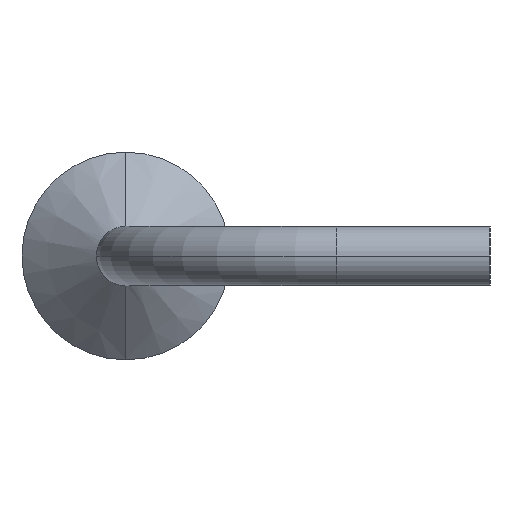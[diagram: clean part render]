
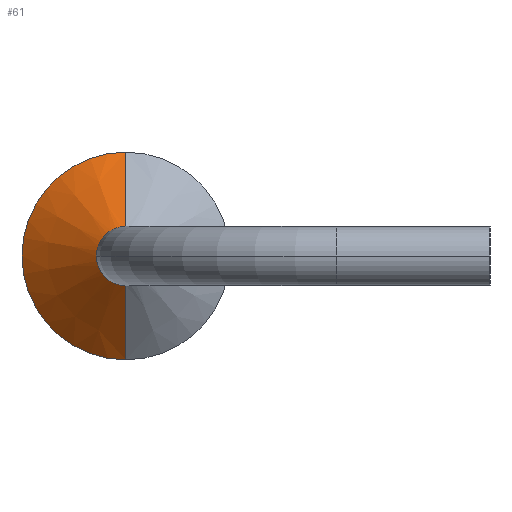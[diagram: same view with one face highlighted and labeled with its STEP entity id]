
A CAD part, left-side view. The second image highlights one B-rep face of the part: STEP entity #61.
In plain terms, the highlighted conical face has half-angle 50 degrees and reference radius 1.25 mm.
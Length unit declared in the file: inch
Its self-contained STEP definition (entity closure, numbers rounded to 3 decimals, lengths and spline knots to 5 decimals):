
#10 = CARTESIAN_POINT ( 'NONE',  ( -0.12795, 0., -0.04921 ) ) ;
#20 = EDGE_CURVE ( 'NONE', #69, #627, #512, .T. ) ;
#32 = DIRECTION ( 'NONE',  ( 1., 0., 0. ) ) ;
#48 = AXIS2_PLACEMENT_3D ( 'NONE', #522, #617, #216 ) ;
#49 = CARTESIAN_POINT ( 'NONE',  ( -0.12795, 0., 0.04921 ) ) ;
#51 = CARTESIAN_POINT ( 'NONE',  ( -0.12795, 0., -0.04921 ) ) ;
#61 = ADVANCED_FACE ( 'NONE', ( #281 ), #495, .T. ) ;
#69 = VERTEX_POINT ( 'NONE', #650 ) ;
#98 = CARTESIAN_POINT ( 'NONE',  ( -0.12795, 0., 0.04921 ) ) ;
#129 = DIRECTION ( 'NONE',  ( 0., 0., -1. ) ) ;
#136 = VECTOR ( 'NONE', #353, 39.37008 ) ;
#159 = EDGE_LOOP ( 'NONE', ( #589, #538, #506, #638 ) ) ;
#175 = VERTEX_POINT ( 'NONE', #10 ) ;
#180 = LINE ( 'NONE', #51, #396 ) ;
#190 = EDGE_CURVE ( 'NONE', #175, #627, #626, .T. ) ;
#203 = DIRECTION ( 'NONE',  ( 1., 0., 0. ) ) ;
#216 = DIRECTION ( 'NONE',  ( 0., 0., -1. ) ) ;
#238 = CARTESIAN_POINT ( 'NONE',  ( -0.15748, 0., -0.01402 ) ) ;
#281 = FACE_OUTER_BOUND ( 'NONE', #159, .T. ) ;
#305 = VERTEX_POINT ( 'NONE', #238 ) ;
#320 = EDGE_CURVE ( 'NONE', #305, #69, #581, .T. ) ;
#353 = DIRECTION ( 'NONE',  ( 0.643, 0., 0.766 ) ) ;
#396 = VECTOR ( 'NONE', #461, 39.37008 ) ;
#399 = AXIS2_PLACEMENT_3D ( 'NONE', #440, #32, #129 ) ;
#421 = AXIS2_PLACEMENT_3D ( 'NONE', #443, #203, #645 ) ;
#440 = CARTESIAN_POINT ( 'NONE',  ( -0.15748, 0., 0. ) ) ;
#443 = CARTESIAN_POINT ( 'NONE',  ( -0.12795, 0., 0. ) ) ;
#461 = DIRECTION ( 'NONE',  ( 0.643, 0., -0.766 ) ) ;
#495 = CONICAL_SURFACE ( 'NONE', #421, 0.04921, 0.873 ) ;
#506 = ORIENTED_EDGE ( 'NONE', *, *, #190, .F. ) ;
#512 = LINE ( 'NONE', #49, #136 ) ;
#522 = CARTESIAN_POINT ( 'NONE',  ( -0.12795, 0., 0. ) ) ;
#538 = ORIENTED_EDGE ( 'NONE', *, *, #20, .T. ) ;
#581 = CIRCLE ( 'NONE', #399, 0.01402 ) ;
#589 = ORIENTED_EDGE ( 'NONE', *, *, #320, .T. ) ;
#597 = EDGE_CURVE ( 'NONE', #305, #175, #180, .T. ) ;
#617 = DIRECTION ( 'NONE',  ( 1., 0., 0. ) ) ;
#626 = CIRCLE ( 'NONE', #48, 0.04921 ) ;
#627 = VERTEX_POINT ( 'NONE', #98 ) ;
#638 = ORIENTED_EDGE ( 'NONE', *, *, #597, .F. ) ;
#645 = DIRECTION ( 'NONE',  ( 0., 0., -1. ) ) ;
#650 = CARTESIAN_POINT ( 'NONE',  ( -0.15748, 0., 0.01402 ) ) ;
